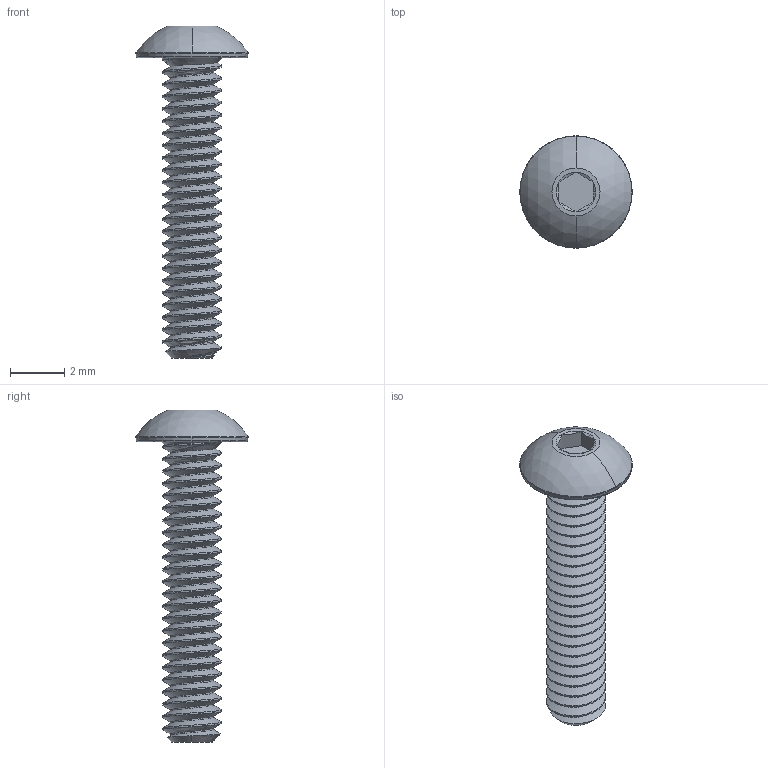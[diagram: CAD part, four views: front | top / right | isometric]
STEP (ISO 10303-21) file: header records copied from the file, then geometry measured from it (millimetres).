
FILE_DESCRIPTION (( 'STEP AP203' ), '1' );
FILE_NAME ('91255A017_Button Head Hex Drive Screw.STEP', '2022-11-30T18:01:15', ( 'Administrator' ), ( 'Managed by Terraform' ), 'SwSTEP 2.0', 'SolidWorks 2017', '' );
FILE_SCHEMA (( 'CONFIG_CONTROL_DESIGN' ));
Length unit declared in the file: inch
Products named in the file (1): 91255A017_Button Head Hex Drive Screw
Bounding box: 4.16 x 4.16 x 12.28 mm (x, y, z)
Volume: 41.3 mm3; surface area: 148.3 mm2
Topology: 1 solids, 1 shells, 82 faces, 217 edges, 139 vertices
Faces by surface type: cylinder 49, cone 14, plane 10, torus 4, bspline 3, sphere 2
Entity records: 5544 total; most frequent: CARTESIAN_POINT 3755, ORIENTED_EDGE 434, DIRECTION 290, EDGE_CURVE 217, VERTEX_POINT 139, AXIS2_PLACEMENT_3D 111, EDGE_LOOP 84, ADVANCED_FACE 82
